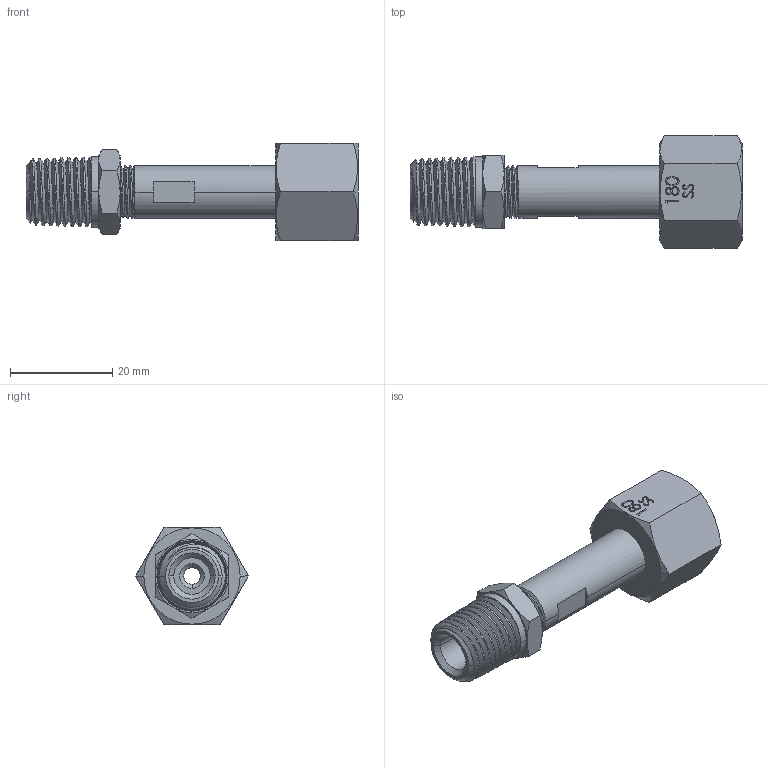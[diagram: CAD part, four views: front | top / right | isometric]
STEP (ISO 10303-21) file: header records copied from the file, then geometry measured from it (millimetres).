
FILE_DESCRIPTION (( 'STEP AP203' ), '1' );
FILE_NAME ('INL-180SS-4M.STEP', '2024-11-13T20:41:10', ( '' ), ( '' ), 'SwSTEP 2.0', 'SolidWorks 2018', '' );
FILE_SCHEMA (( 'CONFIG_CONTROL_DESIGN' ));
Length unit declared in the file: inch
Products named in the file (5): INL-180SS-4M; PRT-002365; PRT-000088; PRT-000151; PRT-000905
Assembly tree (4 placements, depth 2):
  INL-180SS-4M
    PRT-000905
    PRT-000088
    PRT-000151
    PRT-002365
Bounding box: 64.81 x 22 x 19.05 mm (x, y, z)
Volume: 7512.2 mm3; surface area: 6930.4 mm2
Topology: 4 solids, 4 shells, 191 faces, 710 edges, 541 vertices
Faces by surface type: cone 95, plane 40, cylinder 38, bspline 14, torus 4
Entity records: 25552 total; most frequent: CARTESIAN_POINT 19620, ORIENTED_EDGE 1420, DIRECTION 757, EDGE_CURVE 710, VERTEX_POINT 541, B_SPLINE_CURVE_WITH_KNOTS 433, AXIS2_PLACEMENT_3D 296, EDGE_LOOP 213
